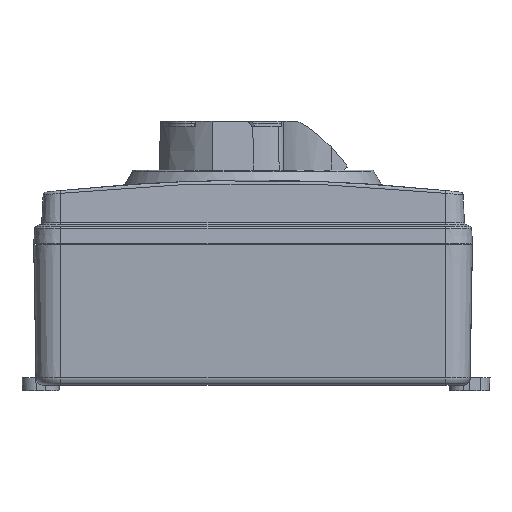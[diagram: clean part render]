
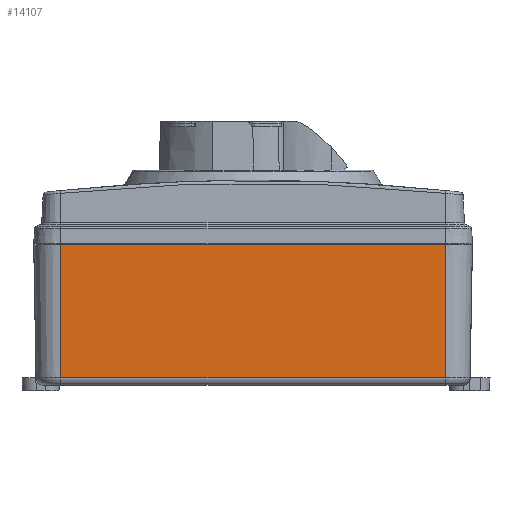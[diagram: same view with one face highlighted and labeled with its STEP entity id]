
A CAD part, left-side view. The second image highlights one B-rep face of the part: STEP entity #14107.
In plain terms, the highlighted planar face has unit normal (-1, 0, -0.018).
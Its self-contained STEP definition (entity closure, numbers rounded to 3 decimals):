
#1911=DIRECTION('',(0.,-1.,0.));
#1912=VECTOR('',#1911,131.5);
#1913=CARTESIAN_POINT('',(-62.453,65.75,50.));
#1914=LINE('',#1913,#1912);
#2990=DIRECTION('',(0.,1.,0.));
#2991=VECTOR('',#2990,131.5);
#2992=CARTESIAN_POINT('',(-61.658,-65.75,4.456));
#2993=LINE('',#2992,#2991);
#4327=DIRECTION('',(0.017,0.,-1.));
#4328=VECTOR('',#4327,45.551);
#4329=CARTESIAN_POINT('',(-62.453,-65.75,50.));
#4330=LINE('',#4329,#4328);
#4338=DIRECTION('',(-0.017,0.,1.));
#4339=VECTOR('',#4338,45.551);
#4340=CARTESIAN_POINT('',(-61.658,65.75,4.456));
#4341=LINE('',#4340,#4339);
#7345=CARTESIAN_POINT('',(-62.453,65.75,50.));
#7346=VERTEX_POINT('',#7345);
#7347=CARTESIAN_POINT('',(-62.453,-65.75,50.));
#7348=VERTEX_POINT('',#7347);
#7488=CARTESIAN_POINT('',(-61.658,-65.75,4.456));
#7489=VERTEX_POINT('',#7488);
#7490=CARTESIAN_POINT('',(-61.658,65.75,4.456));
#7491=VERTEX_POINT('',#7490);
#14095=CARTESIAN_POINT('',(-62.5,0.,52.7));
#14096=DIRECTION('',(-1.,0.,-0.017));
#14097=DIRECTION('',(0.,-1.,0.));
#14098=AXIS2_PLACEMENT_3D('',#14095,#14096,#14097);
#14099=PLANE('',#14098);
#14100=ORIENTED_EDGE('',*,*,#14089,.T.);
#14101=ORIENTED_EDGE('',*,*,#12360,.T.);
#14103=ORIENTED_EDGE('',*,*,#14102,.T.);
#14104=ORIENTED_EDGE('',*,*,#11115,.T.);
#14105=EDGE_LOOP('',(#14100,#14101,#14103,#14104));
#14106=FACE_OUTER_BOUND('',#14105,.F.);
#14107=ADVANCED_FACE('',(#14106),#14099,.T.);
#11115=EDGE_CURVE('',#7346,#7348,#1914,.T.);
#12360=EDGE_CURVE('',#7489,#7491,#2993,.T.);
#14089=EDGE_CURVE('',#7348,#7489,#4330,.T.);
#14102=EDGE_CURVE('',#7491,#7346,#4341,.T.);
